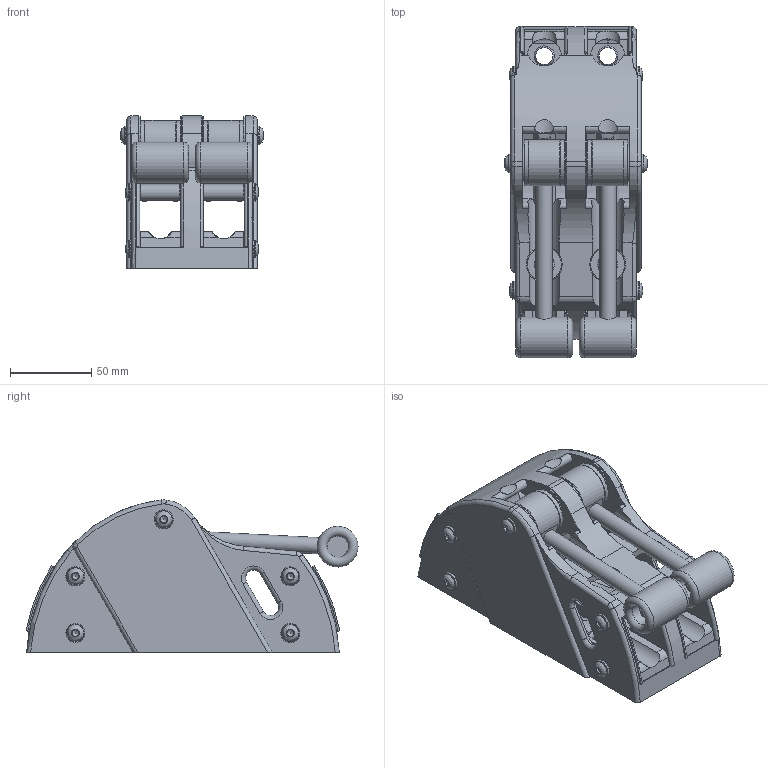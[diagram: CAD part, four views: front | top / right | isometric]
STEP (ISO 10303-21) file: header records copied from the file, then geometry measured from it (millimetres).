
FILE_DESCRIPTION(/* description */ (''),/* implementation_level */ '2;1');
FILE_NAME(/* name */ '508.122P.stp',/* time_stamp */ '2022-04-11T11:04:41+02:00',/* author */ ('lucade'),/* organization */ (''),/* preprocessor_version */ 'ST-DEVELOPER v18.1',/* originating_system */ 'Autodesk Inventor 2021',/* authorisation */ '');
FILE_SCHEMA (('AUTOMOTIVE_DESIGN { 1 0 10303 214 3 1 1 }'));
Length unit declared in the file: millimetre
Products named in the file (1): 21010823
Bounding box: 88.02 x 203.8 x 93.49 mm (x, y, z)
Volume: 520527.3 mm3; surface area: 183535.8 mm2
Topology: 1 solids, 20 shells, 1331 faces, 3217 edges, 1933 vertices
Faces by surface type: cylinder 475, plane 467, torus 237, cone 84, bspline 44, sphere 24
Full cylindrical faces by diameter (mm): 4 x8, 4.2 x8, 5 x4, 6 x10, 6.1 x24, 6.2 x3, 6.5 x6, 7 x24, 8.1 x4, 10 x14, 10.1 x10, 10.5 x32, 11.7 x10, 12 x4, 13 x4, 21 x4, 21.9 x4, 22 x2, 22.3 x4, 23 x4, 25 x4, 28.5 x2
Entity records: 41974 total; most frequent: CARTESIAN_POINT 10206, DIRECTION 7216, ORIENTED_EDGE 6396, EDGE_CURVE 3198, AXIS2_PLACEMENT_3D 3022, VERTEX_POINT 1933, CIRCLE 1704, EDGE_LOOP 1489
